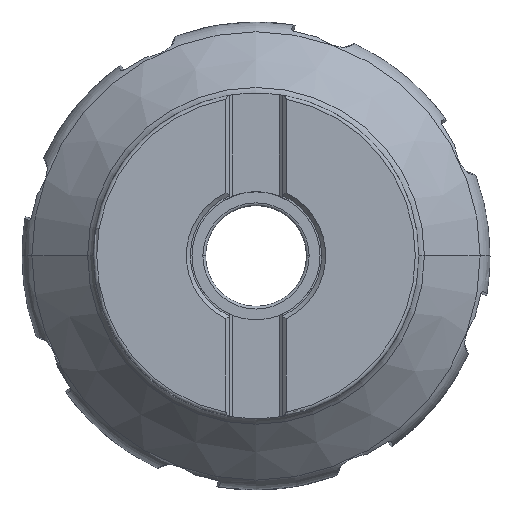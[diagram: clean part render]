
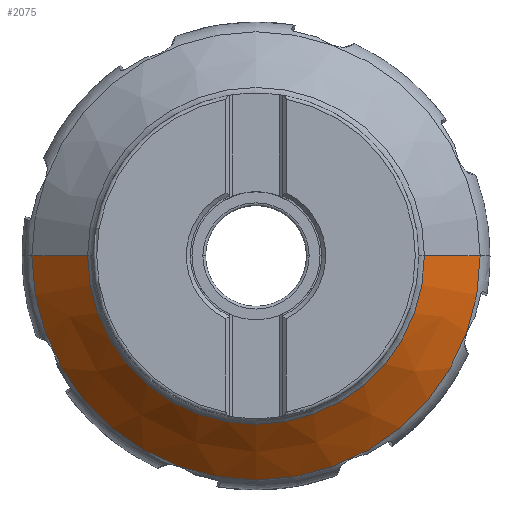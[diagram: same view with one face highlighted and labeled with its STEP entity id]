
A CAD part, top view. The second image highlights one B-rep face of the part: STEP entity #2075.
In plain terms, the highlighted conical face has half-angle 45 degrees and reference radius 58.408 mm.
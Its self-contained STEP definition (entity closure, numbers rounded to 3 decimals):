
#2075=ADVANCED_FACE('',(#3296),#2687,.T.);
#2687=CONICAL_SURFACE('',#21412,58.408,45.);
#3296=FACE_OUTER_BOUND('',#4508,.T.);
#4508=EDGE_LOOP('',(#11646,#11647,#11648,#11649));
#5619=LINE('',#61705,#6528);
#5620=LINE('',#61709,#6529);
#6528=VECTOR('',#24850,1.);
#6529=VECTOR('',#24853,1.);
#11646=ORIENTED_EDGE('',*,*,#17234,.T.);
#11647=ORIENTED_EDGE('',*,*,#18036,.F.);
#11648=ORIENTED_EDGE('',*,*,#18037,.F.);
#11649=ORIENTED_EDGE('',*,*,#18038,.T.);
#14850=VERTEX_POINT('',#36932);
#14851=VERTEX_POINT('',#36934);
#15504=VERTEX_POINT('',#61706);
#15505=VERTEX_POINT('',#61708);
#17234=EDGE_CURVE('',#14850,#14851,#19454,.T.);
#18036=EDGE_CURVE('',#15504,#14851,#5619,.T.);
#18037=EDGE_CURVE('',#15505,#15504,#19589,.T.);
#18038=EDGE_CURVE('',#15505,#14850,#5620,.T.);
#19454=CIRCLE('',#20962,66.706);
#19589=CIRCLE('',#21411,50.109);
#20962=AXIS2_PLACEMENT_3D('',#43642,#23615,#23616);
#21411=AXIS2_PLACEMENT_3D('',#61707,#24851,#24852);
#21412=AXIS2_PLACEMENT_3D('',#61710,#24854,#24855);
#23615=DIRECTION('',(0.,0.,1.));
#23616=DIRECTION('',(-1.,0.,0.));
#24850=DIRECTION('',(0.707,0.,-0.707));
#24851=DIRECTION('',(0.,0.,1.));
#24852=DIRECTION('',(-1.,0.,0.));
#24853=DIRECTION('',(-0.707,0.,-0.707));
#24854=DIRECTION('',(0.,0.,-1.));
#24855=DIRECTION('',(1.,0.,0.));
#36932=CARTESIAN_POINT('',(-66.706,0.,-38.572));
#36934=CARTESIAN_POINT('',(66.706,0.,-38.572));
#43642=CARTESIAN_POINT('',(0.,0.,-38.572));
#61705=CARTESIAN_POINT('',(66.706,0.,-38.572));
#61706=CARTESIAN_POINT('',(50.109,0.,-21.975));
#61707=CARTESIAN_POINT('',(0.,0.,-21.975));
#61708=CARTESIAN_POINT('',(-50.109,0.,-21.975));
#61709=CARTESIAN_POINT('',(-66.706,0.,-38.572));
#61710=CARTESIAN_POINT('',(0.,0.,-30.274));
